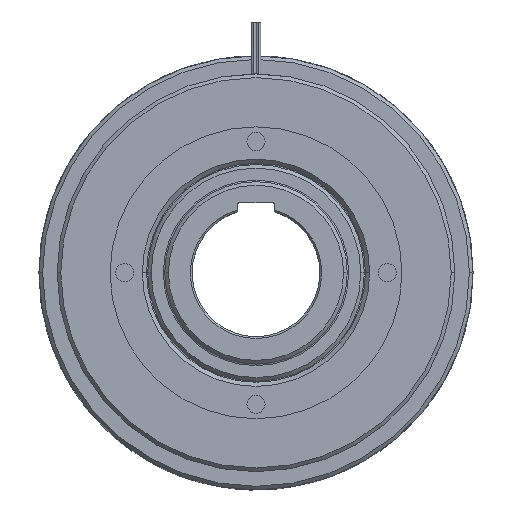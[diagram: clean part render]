
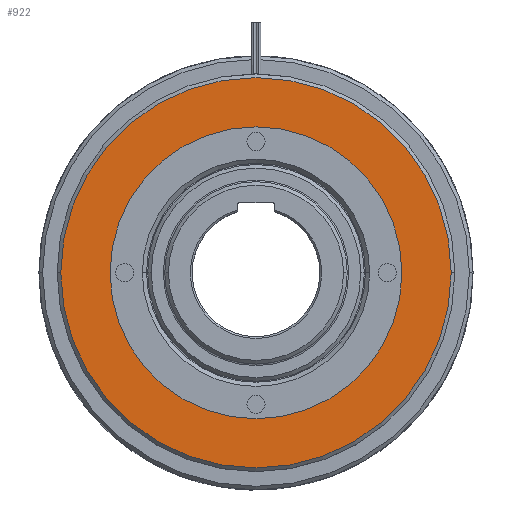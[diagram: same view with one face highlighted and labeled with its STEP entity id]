
A CAD part, top view. The second image highlights one B-rep face of the part: STEP entity #922.
In plain terms, the highlighted planar face has unit normal (0, 0, 1).
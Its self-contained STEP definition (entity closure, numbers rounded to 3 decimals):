
#540 = EDGE_CURVE ( 'NONE', #541, #634, #4417, .T. ) ;
#541 = VERTEX_POINT ( 'NONE', #4412 ) ;
#578 = EDGE_CURVE ( 'NONE', #579, #580, #4509, .T. ) ;
#579 = VERTEX_POINT ( 'NONE', #4504 ) ;
#580 = VERTEX_POINT ( 'NONE', #4503 ) ;
#634 = VERTEX_POINT ( 'NONE', #4694 ) ;
#741 = EDGE_CURVE ( 'NONE', #634, #541, #4788, .T. ) ;
#825 = EDGE_LOOP ( 'NONE', ( #826, #987 ) ) ;
#826 = ORIENTED_EDGE ( 'NONE', *, *, #827, .T. ) ;
#827 = EDGE_CURVE ( 'NONE', #580, #579, #4956, .T. ) ;
#828 = EDGE_LOOP ( 'NONE', ( #915, #951 ) ) ;
#915 = ORIENTED_EDGE ( 'NONE', *, *, #540, .F. ) ;
#922 = ADVANCED_FACE ( 'NONE', ( #4989, #4988 ), #4987, .T. ) ;
#951 = ORIENTED_EDGE ( 'NONE', *, *, #741, .F. ) ;
#987 = ORIENTED_EDGE ( 'NONE', *, *, #578, .T. ) ;
#4412 = CARTESIAN_POINT ( 'NONE',  ( 80., 0., 37. ) ) ;
#4413 = DIRECTION ( 'NONE',  ( 1., 0., 0. ) ) ;
#4414 = DIRECTION ( 'NONE',  ( 0., 0., 1. ) ) ;
#4415 = CARTESIAN_POINT ( 'NONE',  ( 0., 0., 37. ) ) ;
#4416 = AXIS2_PLACEMENT_3D ( 'NONE', #4415, #4414, #4413 ) ;
#4417 = CIRCLE ( 'NONE', #4416, 80. ) ;
#4503 = CARTESIAN_POINT ( 'NONE',  ( -107., 0., 37. ) ) ;
#4504 = CARTESIAN_POINT ( 'NONE',  ( 107., 0., 37. ) ) ;
#4505 = DIRECTION ( 'NONE',  ( 1., 0., 0. ) ) ;
#4506 = DIRECTION ( 'NONE',  ( 0., 0., 1. ) ) ;
#4507 = CARTESIAN_POINT ( 'NONE',  ( 0., 0., 37. ) ) ;
#4508 = AXIS2_PLACEMENT_3D ( 'NONE', #4507, #4506, #4505 ) ;
#4509 = CIRCLE ( 'NONE', #4508, 107. ) ;
#4694 = CARTESIAN_POINT ( 'NONE',  ( -80., 0., 37. ) ) ;
#4784 = DIRECTION ( 'NONE',  ( 1., 0., 0. ) ) ;
#4785 = DIRECTION ( 'NONE',  ( 0., 0., 1. ) ) ;
#4786 = CARTESIAN_POINT ( 'NONE',  ( 0., 0., 37. ) ) ;
#4787 = AXIS2_PLACEMENT_3D ( 'NONE', #4786, #4785, #4784 ) ;
#4788 = CIRCLE ( 'NONE', #4787, 80. ) ;
#4952 = DIRECTION ( 'NONE',  ( 1., 0., 0. ) ) ;
#4953 = DIRECTION ( 'NONE',  ( 0., 0., 1. ) ) ;
#4954 = CARTESIAN_POINT ( 'NONE',  ( 0., 0., 37. ) ) ;
#4955 = AXIS2_PLACEMENT_3D ( 'NONE', #4954, #4953, #4952 ) ;
#4956 = CIRCLE ( 'NONE', #4955, 107. ) ;
#4986 = DIRECTION ( 'NONE',  ( 0., 0., 1. ) ) ;
#4987 = PLANE ( 'NONE',  #5020 ) ;
#4988 = FACE_BOUND ( 'NONE', #828, .T. ) ;
#4989 = FACE_OUTER_BOUND ( 'NONE', #825, .T. ) ;
#5017 = DIRECTION ( 'NONE',  ( 1., 0., 0. ) ) ;
#5019 = CARTESIAN_POINT ( 'NONE',  ( 0., 0., 37. ) ) ;
#5020 = AXIS2_PLACEMENT_3D ( 'NONE', #5019, #4986, #5017 ) ;
